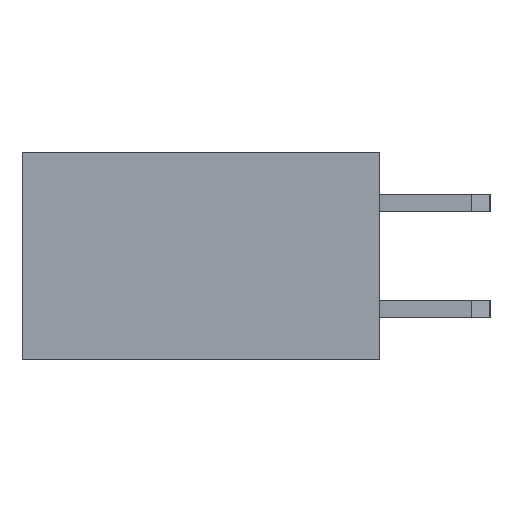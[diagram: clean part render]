
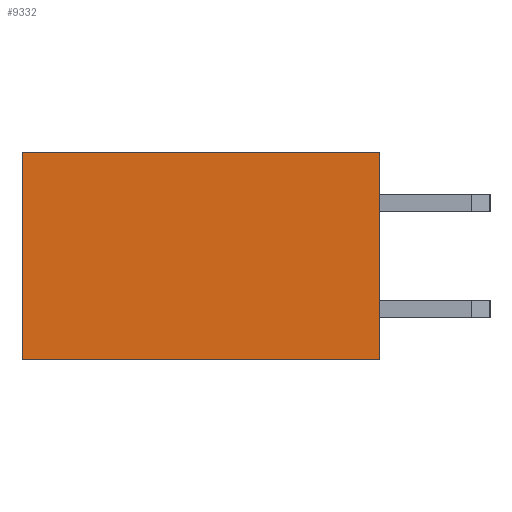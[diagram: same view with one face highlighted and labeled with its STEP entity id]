
A CAD part, left-side view. The second image highlights one B-rep face of the part: STEP entity #9332.
In plain terms, the highlighted planar face has unit normal (-1, 0, 0).
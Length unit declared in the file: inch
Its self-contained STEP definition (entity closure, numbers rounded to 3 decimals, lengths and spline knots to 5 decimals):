
#835=ORIENTED_EDGE('',*,*,#3256,.T.);
#836=ORIENTED_EDGE('',*,*,#2751,.F.);
#837=ORIENTED_EDGE('',*,*,#3293,.F.);
#838=ORIENTED_EDGE('',*,*,#2743,.T.);
#2743=EDGE_CURVE('',#4064,#4063,#4943,.T.);
#2751=EDGE_CURVE('',#4071,#4072,#4951,.T.);
#3256=EDGE_CURVE('',#4063,#4072,#5456,.T.);
#3293=EDGE_CURVE('',#4064,#4071,#5493,.T.);
#4063=VERTEX_POINT('',#12587);
#4064=VERTEX_POINT('',#12589);
#4071=VERTEX_POINT('',#12604);
#4072=VERTEX_POINT('',#12606);
#4943=LINE('',#12588,#6263);
#4951=LINE('',#12605,#6271);
#5456=LINE('',#13614,#6776);
#5493=LINE('',#13670,#6813);
#6263=VECTOR('',#10231,39.37008);
#6271=VECTOR('',#10241,39.37008);
#6776=VECTOR('',#11036,39.37008);
#6813=VECTOR('',#11111,39.37008);
#7676=EDGE_LOOP('',(#835,#836,#837,#838));
#8264=FACE_BOUND('',#7676,.T.);
#8852=PLANE('',#9838);
#9332=ADVANCED_FACE('',(#8264),#8852,.F.);
#9838=AXIS2_PLACEMENT_3D('',#13669,#11109,#11110);
#10231=DIRECTION('',(0.,-1.,0.));
#10241=DIRECTION('',(0.,-1.,0.));
#11036=DIRECTION('',(0.,0.,1.));
#11109=DIRECTION('',(1.,0.,0.));
#11110=DIRECTION('',(0.,0.,-1.));
#11111=DIRECTION('',(0.,0.,1.));
#12587=CARTESIAN_POINT('',(-0.91,0.,-0.0975));
#12588=CARTESIAN_POINT('',(-0.91,0.335,-0.0975));
#12589=CARTESIAN_POINT('',(-0.91,0.335,-0.0975));
#12604=CARTESIAN_POINT('',(-0.91,0.335,0.0975));
#12605=CARTESIAN_POINT('',(-0.91,0.335,0.0975));
#12606=CARTESIAN_POINT('',(-0.91,0.,0.0975));
#13614=CARTESIAN_POINT('',(-0.91,0.,-0.0975));
#13669=CARTESIAN_POINT('',(-0.91,0.335,-0.0975));
#13670=CARTESIAN_POINT('',(-0.91,0.335,-0.0975));
